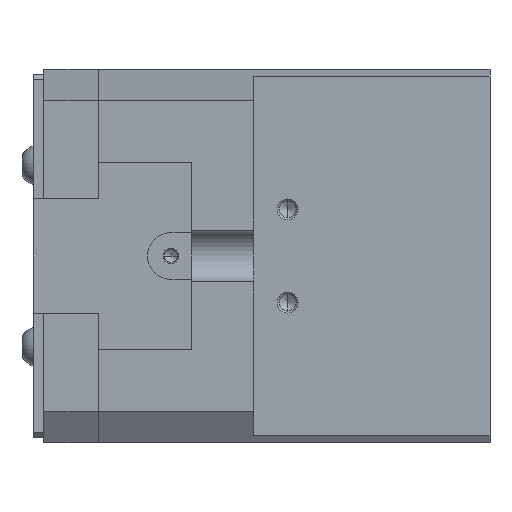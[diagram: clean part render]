
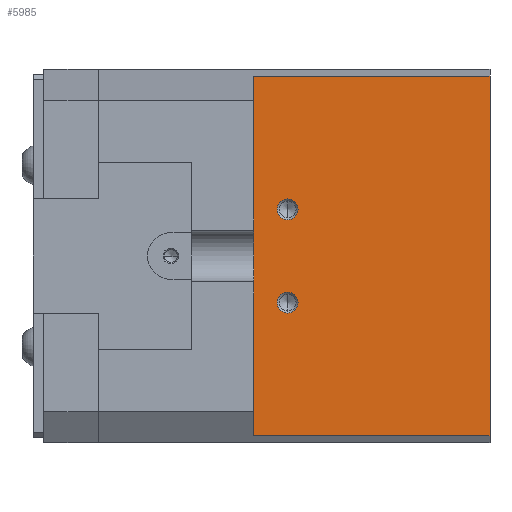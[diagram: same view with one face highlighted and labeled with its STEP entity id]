
A CAD part, left-side view. The second image highlights one B-rep face of the part: STEP entity #5985.
In plain terms, the highlighted planar face has unit normal (-1, 0, 0).
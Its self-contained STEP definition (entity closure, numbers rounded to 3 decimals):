
#2821 = EDGE_CURVE( '', #5477, #3889, #7088, .T. );
#2827 = VERTEX_POINT( '', #7095 );
#3023 = EDGE_CURVE( '', #2827, #6139, #7315, .T. );
#3313 = EDGE_CURVE( '', #2827, #6211, #7637, .T. );
#3353 = EDGE_CURVE( '', #5893, #3521, #7681, .T. );
#3373 = EDGE_CURVE( '', #4731, #6061, #7706, .T. );
#3521 = VERTEX_POINT( '', #7883 );
#3889 = VERTEX_POINT( '', #8298 );
#4527 = EDGE_CURVE( '', #6061, #6211, #8998, .T. );
#4731 = VERTEX_POINT( '', #9227 );
#4943 = EDGE_CURVE( '', #3521, #5893, #9461, .T. );
#5167 = EDGE_CURVE( '', #3889, #5477, #9715, .T. );
#5477 = VERTEX_POINT( '', #10073 );
#5629 = EDGE_CURVE( '', #6139, #4731, #10232, .T. );
#5893 = VERTEX_POINT( '', #10531 );
#5985 = ADVANCED_FACE( '', ( #10633, #10634, #10635 ), #10636, .F. );
#6061 = VERTEX_POINT( '', #10723 );
#6139 = VERTEX_POINT( '', #10809 );
#6211 = VERTEX_POINT( '', #10888 );
#7088 = CIRCLE( '', #12108, 2. );
#7095 = CARTESIAN_POINT( '', ( -62.5, 0., 34.689 ) );
#7315 = LINE( '', #12403, #12404 );
#7637 = LINE( '', #12850, #12851 );
#7681 = CIRCLE( '', #12911, 2. );
#7706 = LINE( '', #12943, #12944 );
#7883 = CARTESIAN_POINT( '', ( -62.5, 39., -7. ) );
#8298 = CARTESIAN_POINT( '', ( -62.5, 39., 11. ) );
#8998 = LINE( '', #14841, #14842 );
#9227 = CARTESIAN_POINT( '', ( -62.5, 45.5, 0. ) );
#9461 = CIRCLE( '', #15510, 2. );
#9715 = CIRCLE( '', #15864, 2. );
#10073 = CARTESIAN_POINT( '', ( -62.5, 39., 7. ) );
#10232 = LINE( '', #16641, #16642 );
#10531 = CARTESIAN_POINT( '', ( -62.5, 39., -11. ) );
#10633 = FACE_BOUND( '', #17216, .T. );
#10634 = FACE_BOUND( '', #17217, .T. );
#10635 = FACE_OUTER_BOUND( '', #17218, .T. );
#10636 = PLANE( '', #17219 );
#10723 = CARTESIAN_POINT( '', ( -62.5, 45.5, -34.689 ) );
#10809 = CARTESIAN_POINT( '', ( -62.5, 45.5, 34.689 ) );
#10888 = CARTESIAN_POINT( '', ( -62.5, 0., -34.689 ) );
#12108 = AXIS2_PLACEMENT_3D( '', #18536, #18537, #18538 );
#12403 = CARTESIAN_POINT( '', ( -62.5, 0., 34.689 ) );
#12404 = VECTOR( '', #18791, 1. );
#12850 = CARTESIAN_POINT( '', ( -62.5, 0., 38. ) );
#12851 = VECTOR( '', #19144, 1. );
#12911 = AXIS2_PLACEMENT_3D( '', #19190, #19191, #19192 );
#12943 = CARTESIAN_POINT( '', ( -62.5, 45.5, 40. ) );
#12944 = VECTOR( '', #19234, 1. );
#14841 = CARTESIAN_POINT( '', ( -62.5, 0., -34.689 ) );
#14842 = VECTOR( '', #20715, 1. );
#15510 = AXIS2_PLACEMENT_3D( '', #21251, #21252, #21253 );
#15864 = AXIS2_PLACEMENT_3D( '', #21571, #21572, #21573 );
#16641 = CARTESIAN_POINT( '', ( -62.5, 45.5, 40. ) );
#16642 = VECTOR( '', #22148, 1. );
#17216 = EDGE_LOOP( '', ( #22637, #22638 ) );
#17217 = EDGE_LOOP( '', ( #22639, #22640 ) );
#17218 = EDGE_LOOP( '', ( #22641, #22642, #22643, #22644, #22645 ) );
#17219 = AXIS2_PLACEMENT_3D( '', #22646, #22647, #22648 );
#18536 = CARTESIAN_POINT( '', ( -62.5, 39., 9. ) );
#18537 = DIRECTION( '', ( 1., 0., 0. ) );
#18538 = DIRECTION( '', ( 0., 0., -1. ) );
#18791 = DIRECTION( '', ( 0., 1., 0. ) );
#19144 = DIRECTION( '', ( 0., 0., -1. ) );
#19190 = CARTESIAN_POINT( '', ( -62.5, 39., -9. ) );
#19191 = DIRECTION( '', ( 1., 0., 0. ) );
#19192 = DIRECTION( '', ( 0., 0., -1. ) );
#19234 = DIRECTION( '', ( 0., 0., -1. ) );
#20715 = DIRECTION( '', ( 0., -1., 0. ) );
#21251 = CARTESIAN_POINT( '', ( -62.5, 39., -9. ) );
#21252 = DIRECTION( '', ( 1., 0., 0. ) );
#21253 = DIRECTION( '', ( 0., 0., -1. ) );
#21571 = CARTESIAN_POINT( '', ( -62.5, 39., 9. ) );
#21572 = DIRECTION( '', ( 1., 0., 0. ) );
#21573 = DIRECTION( '', ( 0., 0., -1. ) );
#22148 = DIRECTION( '', ( 0., 0., -1. ) );
#22637 = ORIENTED_EDGE( '', *, *, #3353, .T. );
#22638 = ORIENTED_EDGE( '', *, *, #4943, .T. );
#22639 = ORIENTED_EDGE( '', *, *, #2821, .T. );
#22640 = ORIENTED_EDGE( '', *, *, #5167, .T. );
#22641 = ORIENTED_EDGE( '', *, *, #3373, .T. );
#22642 = ORIENTED_EDGE( '', *, *, #4527, .T. );
#22643 = ORIENTED_EDGE( '', *, *, #3313, .F. );
#22644 = ORIENTED_EDGE( '', *, *, #3023, .T. );
#22645 = ORIENTED_EDGE( '', *, *, #5629, .T. );
#22646 = CARTESIAN_POINT( '', ( -62.5, 0., 40. ) );
#22647 = DIRECTION( '', ( 1., 0., 0. ) );
#22648 = DIRECTION( '', ( 0., -1., 0. ) );
